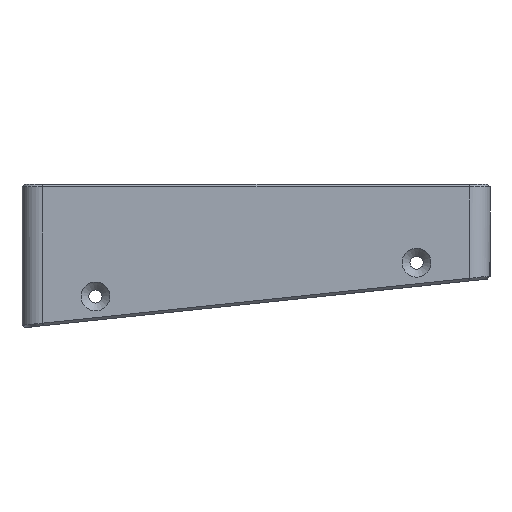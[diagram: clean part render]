
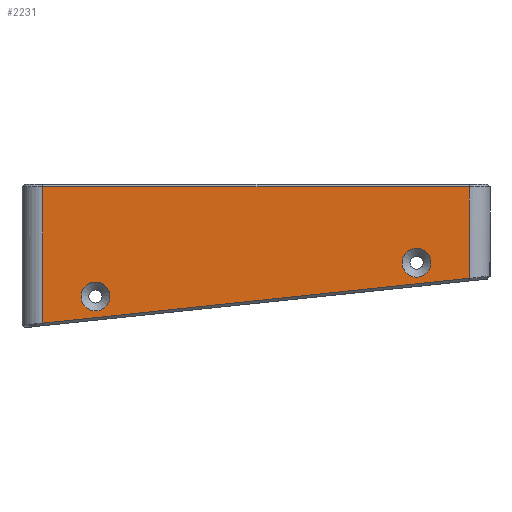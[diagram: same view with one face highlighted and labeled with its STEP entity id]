
A CAD part, left-side view. The second image highlights one B-rep face of the part: STEP entity #2231.
In plain terms, the highlighted planar face has unit normal (-1, 0, 0).
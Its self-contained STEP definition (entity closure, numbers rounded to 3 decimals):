
#41=B_SPLINE_CURVE_WITH_KNOTS('',3,(#3890,#3891,#3892,#3893),
 .UNSPECIFIED.,.F.,.F.,(4,4),(1.558,1.571),
 .UNSPECIFIED.);
#49=FACE_BOUND('',#445,.T.);
#50=FACE_BOUND('',#446,.T.);
#135=CIRCLE('',#2350,2.75);
#138=CIRCLE('',#2355,2.75);
#315=FACE_OUTER_BOUND('',#444,.T.);
#444=EDGE_LOOP('',(#1975,#1976,#1977,#1978,#1979));
#445=EDGE_LOOP('',(#1980));
#446=EDGE_LOOP('',(#1981));
#531=LINE('',#3295,#743);
#656=LINE('',#3753,#868);
#665=LINE('',#3915,#877);
#666=LINE('',#3916,#878);
#743=VECTOR('',#2656,10.);
#868=VECTOR('',#3045,10.);
#877=VECTOR('',#3060,10.);
#878=VECTOR('',#3061,10.);
#950=VERTEX_POINT('',#3289);
#951=VERTEX_POINT('',#3293);
#994=VERTEX_POINT('',#3431);
#997=VERTEX_POINT('',#3441);
#1073=VERTEX_POINT('',#3728);
#1076=VERTEX_POINT('',#3746);
#1079=VERTEX_POINT('',#3751);
#1186=EDGE_CURVE('',#950,#951,#531,.T.);
#1246=EDGE_CURVE('',#994,#994,#135,.T.);
#1251=EDGE_CURVE('',#997,#997,#138,.T.);
#1383=EDGE_CURVE('',#1079,#1076,#656,.T.);
#1399=EDGE_CURVE('',#1073,#1079,#41,.T.);
#1401=EDGE_CURVE('',#950,#1076,#665,.T.);
#1402=EDGE_CURVE('',#951,#1073,#666,.T.);
#1975=ORIENTED_EDGE('',*,*,#1186,.F.);
#1976=ORIENTED_EDGE('',*,*,#1401,.T.);
#1977=ORIENTED_EDGE('',*,*,#1383,.F.);
#1978=ORIENTED_EDGE('',*,*,#1399,.F.);
#1979=ORIENTED_EDGE('',*,*,#1402,.F.);
#1980=ORIENTED_EDGE('',*,*,#1246,.T.);
#1981=ORIENTED_EDGE('',*,*,#1251,.T.);
#2116=PLANE('',#2452);
#2231=ADVANCED_FACE('',(#315,#49,#50),#2116,.T.);
#2350=AXIS2_PLACEMENT_3D('',#3432,#2764,#2765);
#2355=AXIS2_PLACEMENT_3D('',#3442,#2776,#2777);
#2452=AXIS2_PLACEMENT_3D('',#3914,#3058,#3059);
#2656=DIRECTION('',(0.,-1.,0.));
#2764=DIRECTION('center_axis',(1.,0.,0.));
#2765=DIRECTION('ref_axis',(0.,-1.,0.));
#2776=DIRECTION('center_axis',(1.,0.,0.));
#2777=DIRECTION('ref_axis',(0.,-1.,0.));
#3045=DIRECTION('',(0.,0.995,-0.105));
#3058=DIRECTION('center_axis',(-1.,0.,0.));
#3059=DIRECTION('ref_axis',(0.,-1.,0.));
#3060=DIRECTION('',(0.,0.,-1.));
#3061=DIRECTION('',(0.,0.,-1.));
#3289=CARTESIAN_POINT('',(-4.5,2.5,8.5));
#3293=CARTESIAN_POINT('',(-4.5,-78.7,8.5));
#3295=CARTESIAN_POINT('',(-4.5,-15.8,8.5));
#3431=CARTESIAN_POINT('',(-4.5,-4.75,-12.379));
#3432=CARTESIAN_POINT('Origin',(-4.5,-7.5,-12.379));
#3441=CARTESIAN_POINT('',(-4.5,-65.95,-5.947));
#3442=CARTESIAN_POINT('Origin',(-4.5,-68.7,-5.947));
#3728=CARTESIAN_POINT('',(-4.5,-78.7,-8.918));
#3746=CARTESIAN_POINT('',(-4.5,2.5,-17.452));
#3751=CARTESIAN_POINT('',(-4.5,-78.648,-8.923));
#3753=CARTESIAN_POINT('',(-4.5,-16.825,-15.421));
#3890=CARTESIAN_POINT('Ctrl Pts',(-4.5,-78.7,-8.918));
#3891=CARTESIAN_POINT('Ctrl Pts',(-4.5,-78.683,-8.919));
#3892=CARTESIAN_POINT('Ctrl Pts',(-4.5,-78.665,-8.921));
#3893=CARTESIAN_POINT('Ctrl Pts',(-4.5,-78.648,-8.923));
#3914=CARTESIAN_POINT('Origin',(-4.5,6.5,0.));
#3915=CARTESIAN_POINT('',(-4.5,2.5,0.));
#3916=CARTESIAN_POINT('',(-4.5,-78.7,0.));
